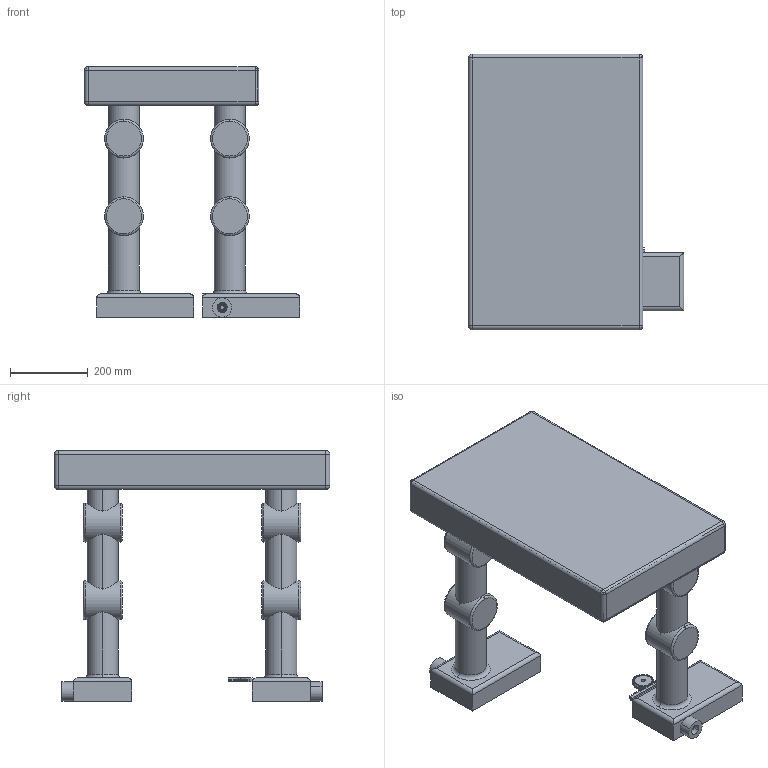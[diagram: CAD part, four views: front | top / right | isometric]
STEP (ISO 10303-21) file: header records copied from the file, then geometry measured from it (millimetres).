
FILE_DESCRIPTION (( 'STEP AP214' ), '1' );
FILE_NAME ('FULL ROBOT LEG ASSEMB 1 (2).STEP', '2022-07-10T16:10:22', ( '' ), ( '' ), 'SwSTEP 2.0', 'SolidWorks 2021', '' );
FILE_SCHEMA (( 'AUTOMOTIVE_DESIGN' ));
Length unit declared in the file: millimetre
Products named in the file (9): spur gear_am_Metric - Spur gear 2M 25T 20PA 10FW ---S25N75H50L10N; CIRCLE2; rack spur rectangular_am_Metric - Rack-spur - rectangular 2M 20PA 10FW 10PH 150L---SAll; FULL ROBOT LEG ASSEMB 1 (2); CYLINDER; FULL LEG ROBO 2; radial ball bearing_68_am_AFBMA 20.1 - 20-10 - 8,DE,NC,8_68; FULL LEG ROB; WASTE
Assembly tree (13 placements, depth 2):
  FULL ROBOT LEG ASSEMB 1 (2)
    spur gear_am_Metric - Spur gear 2M 25T 20PA 10FW ---S25N75H50L10N
    rack spur rectangular_am_Metric - Rack-spur - rectangular 2M 20PA 10FW 10PH 150L---SAll
    FULL LEG ROB
    FULL LEG ROBO 2
    WASTE
    CIRCLE2  x2
    CYLINDER  x4
    radial ball bearing_68_am_AFBMA 20.1 - 20-10 - 8,DE,NC,8_68  x2
Bounding box: 555 x 710 x 645 mm (x, y, z)
Volume: 24029935 mm3; surface area: 2579731 mm2
Topology: 13 solids, 13 shells, 528 faces, 1574 edges, 984 vertices
Faces by surface type: cylinder 206, plane 178, torus 88, sphere 56
Entity records: 14860 total; most frequent: CARTESIAN_POINT 3444, DIRECTION 2376, ORIENTED_EDGE 2336, EDGE_CURVE 1168, AXIS2_PLACEMENT_3D 892, VERTEX_POINT 744, VECTOR 592, LINE 592
